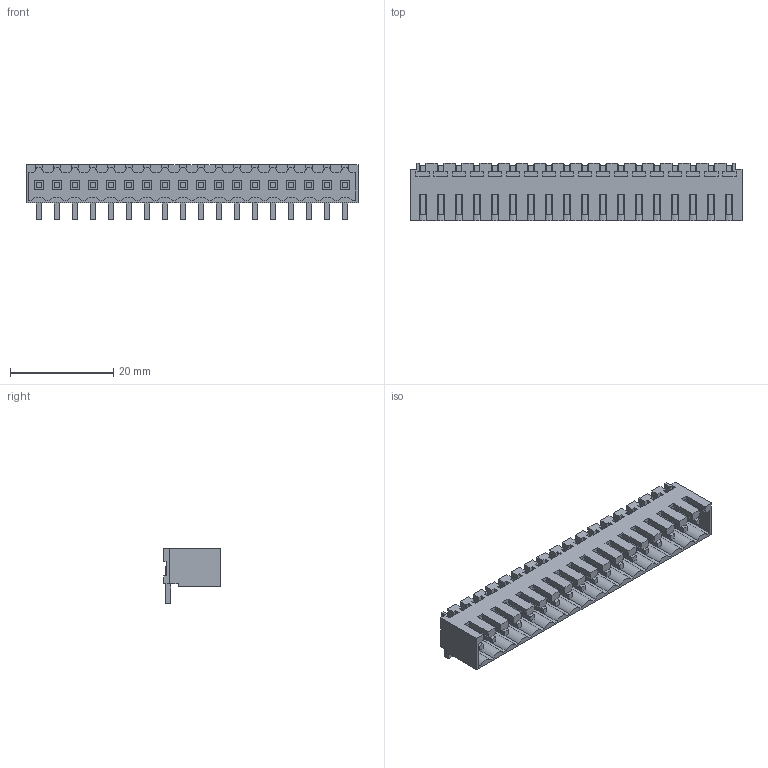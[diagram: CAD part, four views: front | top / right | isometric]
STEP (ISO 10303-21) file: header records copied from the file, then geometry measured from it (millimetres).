
FILE_DESCRIPTION(('CATIA V5 STEP Exchange','CAx-IF Rec.Pracs.--- Model Styling and Organization---1.2---2011-12-15'),'2;1');
FILE_NAME ('D1457195_0_1841790000_1841790000.stp','2018-03-10T11:08:29+00:00',('none'),('Weidmueller'),'CATIA Version 5-6 Release 2014','CATIA V5 STEP AP214','none');
FILE_SCHEMA(('AUTOMOTIVE_DESIGN { 1 0 10303 214 1 1 1 1 }'));
Length unit declared in the file: millimetre
Products named in the file (1): 1841790000
Bounding box: 64.4 x 11.05 x 10.65 mm (x, y, z)
Volume: 2154.5 mm3; surface area: 5957.7 mm2
Topology: 19 solids, 19 shells, 1002 faces, 2955 edges, 2009 vertices
Faces by surface type: plane 984, cylinder 18
Entity records: 29988 total; most frequent: ORIENTED_EDGE 5910, CARTESIAN_POINT 5381, DIRECTION 3787, EDGE_CURVE 2955, VECTOR 2919, LINE 2919, VERTEX_POINT 2009, EDGE_LOOP 1056
